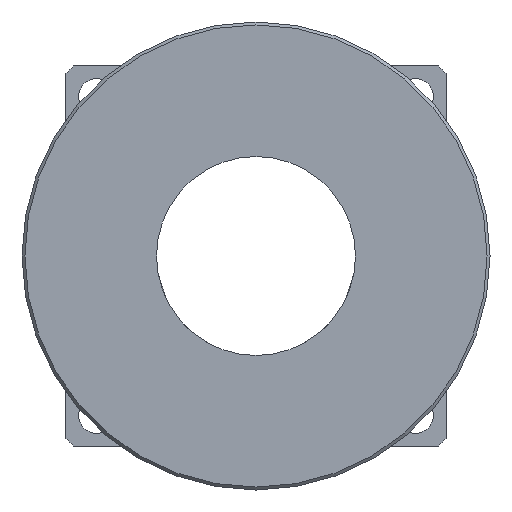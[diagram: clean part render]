
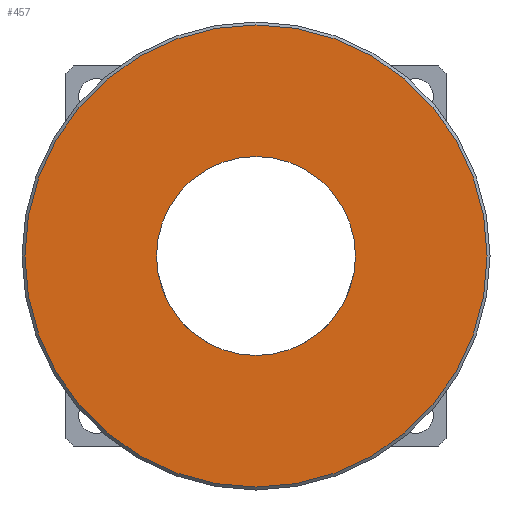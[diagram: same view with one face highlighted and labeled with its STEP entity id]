
A CAD part, left-side view. The second image highlights one B-rep face of the part: STEP entity #457.
In plain terms, the highlighted planar face has unit normal (-1, 0, 0).
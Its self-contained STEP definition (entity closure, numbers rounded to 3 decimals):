
#70=PLANE($,#506);
#98=FACE_BOUND($,#178,.T.);
#99=FACE_BOUND($,#179,.T.);
#178=EDGE_LOOP($,(#368));
#179=EDGE_LOOP($,(#369));
#215=CIRCLE($,#488,17.);
#224=CIRCLE($,#502,39.5);
#251=VERTEX_POINT($,#979);
#260=VERTEX_POINT($,#1002);
#295=EDGE_CURVE($,#251,#251,#215,.T.);
#304=EDGE_CURVE($,#260,#260,#224,.T.);
#368=ORIENTED_EDGE($,*,*,#295,.T.);
#369=ORIENTED_EDGE($,*,*,#304,.F.);
#457=ADVANCED_FACE($,(#98,#99),#70,.T.);
#488=AXIS2_PLACEMENT_3D($,#980,#561,#562);
#502=AXIS2_PLACEMENT_3D($,#1003,#589,#590);
#506=AXIS2_PLACEMENT_3D($,#1009,#597,#598);
#561=DIRECTION('center_axis',(1.,0.,0.));
#562=DIRECTION('ref_axis',(0.,0.,-1.));
#589=DIRECTION('center_axis',(1.,0.,0.));
#590=DIRECTION('ref_axis',(0.,-1.,0.));
#597=DIRECTION('center_axis',(-1.,0.,0.));
#598=DIRECTION('ref_axis',(0.,0.,1.));
#979=CARTESIAN_POINT('',(0.,0.,17.));
#980=CARTESIAN_POINT('Origin',(0.,0.,0.));
#1002=CARTESIAN_POINT('',(0.,39.5,0.));
#1003=CARTESIAN_POINT('Origin',(0.,0.,0.));
#1009=CARTESIAN_POINT('Origin',(0.,28.5,0.));
